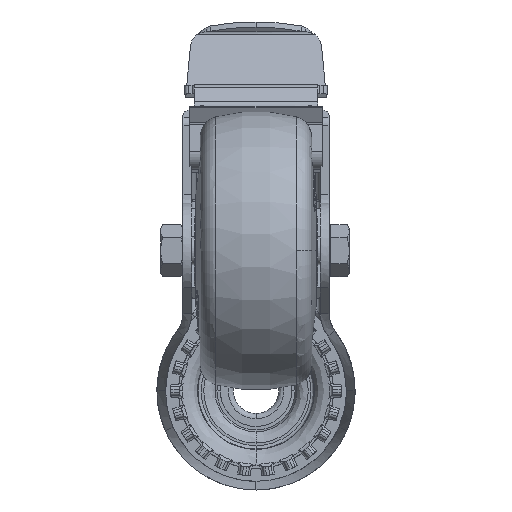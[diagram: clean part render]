
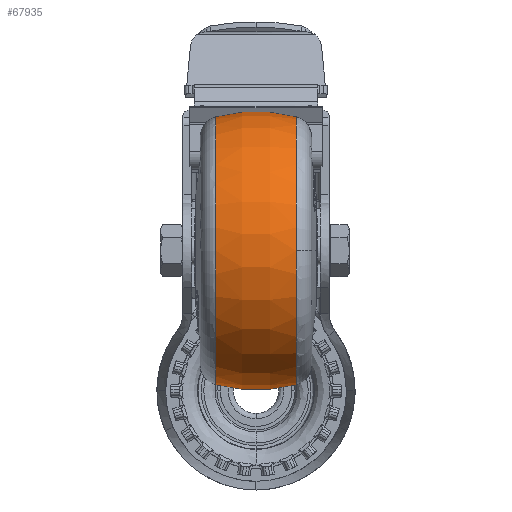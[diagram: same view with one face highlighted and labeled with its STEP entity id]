
A CAD part, front view. The second image highlights one B-rep face of the part: STEP entity #67935.
In plain terms, the highlighted toroidal (fillet/blend) face has major radius 5 mm and minor radius 45 mm.
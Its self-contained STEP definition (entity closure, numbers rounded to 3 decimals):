
#2987 = DIRECTION ( 'NONE',  ( 0., 1., 0. ) ) ;
#3714 = DIRECTION ( 'NONE',  ( -1., 0., 0. ) ) ;
#4260 = CIRCLE ( 'NONE', #58057, 38.496 ) ;
#6098 = DIRECTION ( 'NONE',  ( 0., 0., -1. ) ) ;
#11357 = EDGE_CURVE ( 'NONE', #12809, #94299, #64523, .T. ) ;
#12809 = VERTEX_POINT ( 'NONE', #64534 ) ;
#12901 = VERTEX_POINT ( 'NONE', #101215 ) ;
#14171 = EDGE_CURVE ( 'NONE', #64421, #12809, #4260, .T. ) ;
#16347 = CIRCLE ( 'NONE', #45862, 38.496 ) ;
#18283 = DIRECTION ( 'NONE',  ( -1., 0., 0. ) ) ;
#18374 = EDGE_CURVE ( 'NONE', #48460, #12901, #48602, .T. ) ;
#20362 = CARTESIAN_POINT ( 'NONE',  ( -11.538, 0., 0. ) ) ;
#23000 = AXIS2_PLACEMENT_3D ( 'NONE', #59690, #96179, #41353 ) ;
#25341 = CIRCLE ( 'NONE', #56796, 38.496 ) ;
#25827 = AXIS2_PLACEMENT_3D ( 'NONE', #58966, #2987, #68249 ) ;
#29811 = DIRECTION ( 'NONE',  ( 0., 0., -1. ) ) ;
#30925 = CARTESIAN_POINT ( 'NONE',  ( 11.538, 0., -38.496 ) ) ;
#40785 = TOROIDAL_SURFACE ( 'NONE', #23000, -5., 45. ) ;
#41353 = DIRECTION ( 'NONE',  ( 0., 0., 1. ) ) ;
#45862 = AXIS2_PLACEMENT_3D ( 'NONE', #74000, #18283, #83079 ) ;
#48460 = VERTEX_POINT ( 'NONE', #30925 ) ;
#48602 = CIRCLE ( 'NONE', #25827, 45. ) ;
#49473 = FACE_OUTER_BOUND ( 'NONE', #94143, .T. ) ;
#56405 = CARTESIAN_POINT ( 'NONE',  ( 11.538, -38.496, 0. ) ) ;
#56796 = AXIS2_PLACEMENT_3D ( 'NONE', #20362, #85045, #29811 ) ;
#58057 = AXIS2_PLACEMENT_3D ( 'NONE', #59689, #3714, #68956 ) ;
#58966 = CARTESIAN_POINT ( 'NONE',  ( 0., 0., 5. ) ) ;
#59689 = CARTESIAN_POINT ( 'NONE',  ( 11.538, 0., 0. ) ) ;
#59690 = CARTESIAN_POINT ( 'NONE',  ( 0., 0., 0. ) ) ;
#62037 = DIRECTION ( 'NONE',  ( 0., -1., 0. ) ) ;
#64421 = VERTEX_POINT ( 'NONE', #56405 ) ;
#64523 = CIRCLE ( 'NONE', #89690, 45. ) ;
#64534 = CARTESIAN_POINT ( 'NONE',  ( 11.538, 0., 38.496 ) ) ;
#67935 = ADVANCED_FACE ( 'NONE', ( #49473 ), #40785, .T. ) ;
#68249 = DIRECTION ( 'NONE',  ( 0., 0., 1. ) ) ;
#68956 = DIRECTION ( 'NONE',  ( 0., -1., 0. ) ) ;
#69530 = CARTESIAN_POINT ( 'NONE',  ( -11.538, 0., 38.496 ) ) ;
#72166 = ORIENTED_EDGE ( 'NONE', *, *, #14171, .T. ) ;
#74000 = CARTESIAN_POINT ( 'NONE',  ( 11.538, 0., 0. ) ) ;
#76879 = ORIENTED_EDGE ( 'NONE', *, *, #18374, .F. ) ;
#77597 = ORIENTED_EDGE ( 'NONE', *, *, #98382, .T. ) ;
#83079 = DIRECTION ( 'NONE',  ( 0., -1., 0. ) ) ;
#85045 = DIRECTION ( 'NONE',  ( 1., 0., 0. ) ) ;
#89690 = AXIS2_PLACEMENT_3D ( 'NONE', #115992, #62037, #6098 ) ;
#94143 = EDGE_LOOP ( 'NONE', ( #76879, #100552, #72166, #103891, #77597 ) ) ;
#94299 = VERTEX_POINT ( 'NONE', #69530 ) ;
#96179 = DIRECTION ( 'NONE',  ( -1., 0., 0. ) ) ;
#98382 = EDGE_CURVE ( 'NONE', #94299, #12901, #25341, .T. ) ;
#98742 = EDGE_CURVE ( 'NONE', #48460, #64421, #16347, .T. ) ;
#100552 = ORIENTED_EDGE ( 'NONE', *, *, #98742, .T. ) ;
#101215 = CARTESIAN_POINT ( 'NONE',  ( -11.538, 0., -38.496 ) ) ;
#103891 = ORIENTED_EDGE ( 'NONE', *, *, #11357, .T. ) ;
#115992 = CARTESIAN_POINT ( 'NONE',  ( 0., 0., -5. ) ) ;
